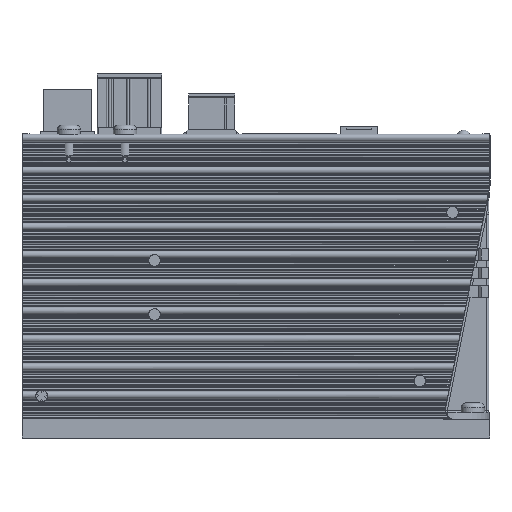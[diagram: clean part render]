
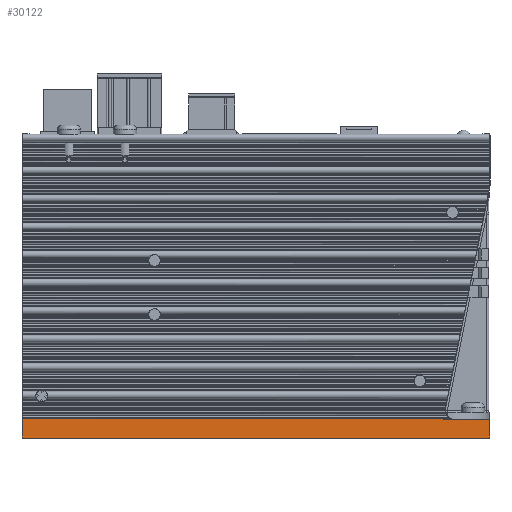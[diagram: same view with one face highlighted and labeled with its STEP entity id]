
A CAD part, front view. The second image highlights one B-rep face of the part: STEP entity #30122.
In plain terms, the highlighted planar face has unit normal (0, -1, 0).
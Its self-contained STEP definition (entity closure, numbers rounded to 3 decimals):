
#466 = DIRECTION ( 'NONE',  ( 0., 0., -1. ) ) ;
#1592 = LINE ( 'NONE', #34586, #25649 ) ;
#2304 = CARTESIAN_POINT ( 'NONE',  ( 45.863, -10.683, 4.2 ) ) ;
#4671 = EDGE_CURVE ( 'NONE', #38462, #60747, #28337, .T. ) ;
#5990 = CARTESIAN_POINT ( 'NONE',  ( 45.863, -10.683, 0. ) ) ;
#6682 = ORIENTED_EDGE ( 'NONE', *, *, #20005, .T. ) ;
#7038 = VECTOR ( 'NONE', #41566, 1000. ) ;
#7641 = CARTESIAN_POINT ( 'NONE',  ( 45.863, -10.683, 4.2 ) ) ;
#9517 = CARTESIAN_POINT ( 'NONE',  ( 45.863, -10.683, 4. ) ) ;
#10267 = EDGE_CURVE ( 'NONE', #38462, #35675, #21615, .T. ) ;
#11019 = VECTOR ( 'NONE', #40550, 1000. ) ;
#11354 = LINE ( 'NONE', #35042, #25913 ) ;
#11905 = VERTEX_POINT ( 'NONE', #32858 ) ;
#14546 = LINE ( 'NONE', #2304, #11019 ) ;
#14941 = CARTESIAN_POINT ( 'NONE',  ( 35.863, -10.683, 4. ) ) ;
#16203 = CARTESIAN_POINT ( 'NONE',  ( -54.137, -10.683, 4.2 ) ) ;
#16218 = EDGE_CURVE ( 'NONE', #35675, #60299, #1592, .T. ) ;
#16259 = EDGE_CURVE ( 'NONE', #60299, #55374, #14546, .T. ) ;
#17880 = CARTESIAN_POINT ( 'NONE',  ( 35.903, -10.683, 4.2 ) ) ;
#20005 = EDGE_CURVE ( 'NONE', #55374, #11905, #11354, .T. ) ;
#21615 = LINE ( 'NONE', #9517, #7038 ) ;
#23553 = FACE_OUTER_BOUND ( 'NONE', #68694, .T. ) ;
#23909 = CARTESIAN_POINT ( 'NONE',  ( 45.863, -10.683, 0. ) ) ;
#24916 = ORIENTED_EDGE ( 'NONE', *, *, #16218, .T. ) ;
#25649 = VECTOR ( 'NONE', #45558, 1000. ) ;
#25913 = VECTOR ( 'NONE', #67458, 1000. ) ;
#27075 = DIRECTION ( 'NONE',  ( 0., 1., 0. ) ) ;
#27085 = DIRECTION ( 'NONE',  ( -1., 0., 0. ) ) ;
#28337 = LINE ( 'NONE', #7641, #33468 ) ;
#30122 = ADVANCED_FACE ( 'NONE', ( #23553 ), #42344, .F. ) ;
#32800 = CARTESIAN_POINT ( 'NONE',  ( 45.863, -10.683, 4.2 ) ) ;
#32858 = CARTESIAN_POINT ( 'NONE',  ( -54.137, -10.683, 0. ) ) ;
#33468 = VECTOR ( 'NONE', #466, 1000. ) ;
#34586 = CARTESIAN_POINT ( 'NONE',  ( 35.863, -10.683, 4. ) ) ;
#35042 = CARTESIAN_POINT ( 'NONE',  ( -54.137, -10.683, 4.2 ) ) ;
#35675 = VERTEX_POINT ( 'NONE', #14941 ) ;
#35740 = AXIS2_PLACEMENT_3D ( 'NONE', #32800, #27075, #65176 ) ;
#38462 = VERTEX_POINT ( 'NONE', #62622 ) ;
#40550 = DIRECTION ( 'NONE',  ( -1., 0., 0. ) ) ;
#41566 = DIRECTION ( 'NONE',  ( -1., 0., 0. ) ) ;
#41837 = ORIENTED_EDGE ( 'NONE', *, *, #16259, .T. ) ;
#42344 = PLANE ( 'NONE',  #35740 ) ;
#42701 = VECTOR ( 'NONE', #27085, 1000. ) ;
#45558 = DIRECTION ( 'NONE',  ( 0.196, 0., 0.981 ) ) ;
#49531 = LINE ( 'NONE', #5990, #42701 ) ;
#55374 = VERTEX_POINT ( 'NONE', #16203 ) ;
#58445 = ORIENTED_EDGE ( 'NONE', *, *, #59657, .F. ) ;
#59657 = EDGE_CURVE ( 'NONE', #60747, #11905, #49531, .T. ) ;
#60299 = VERTEX_POINT ( 'NONE', #17880 ) ;
#60747 = VERTEX_POINT ( 'NONE', #23909 ) ;
#62622 = CARTESIAN_POINT ( 'NONE',  ( 45.863, -10.683, 4. ) ) ;
#65176 = DIRECTION ( 'NONE',  ( 0., 0., 1. ) ) ;
#66718 = ORIENTED_EDGE ( 'NONE', *, *, #10267, .T. ) ;
#67458 = DIRECTION ( 'NONE',  ( 0., 0., -1. ) ) ;
#68694 = EDGE_LOOP ( 'NONE', ( #70285, #66718, #24916, #41837, #6682, #58445 ) ) ;
#70285 = ORIENTED_EDGE ( 'NONE', *, *, #4671, .F. ) ;
